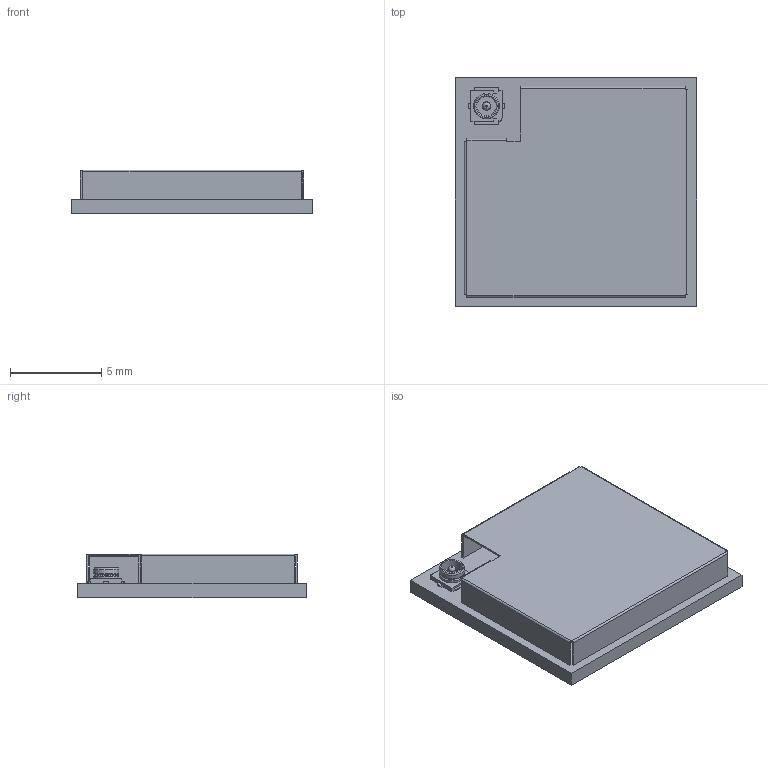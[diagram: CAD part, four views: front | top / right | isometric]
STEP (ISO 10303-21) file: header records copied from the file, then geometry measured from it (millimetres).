
FILE_DESCRIPTION(/* description */ (''),/* implementation_level */ '2;1');
FILE_NAME(/* name */ 'ESP32-C3-MINI-1U.step',/* time_stamp */ '2022-01-02T10:55:42+08:00',/* author */ (''),/* organization */ (''),/* preprocessor_version */ 'ST-DEVELOPER v18.1',/* originating_system */ 'Autodesk Translation Framework v10.10.0.1391',/* authorisation */ '');
FILE_SCHEMA (('AUTOMOTIVE_DESIGN { 1 0 10303 214 3 1 1 }'));
Length unit declared in the file: millimetre
Products named in the file (4): ESP32-C3-MINI-1U; PCB; 20369-001EC RECEPTACLE STEP R3 ALL; SHELL
Assembly tree (3 placements, depth 2):
  ESP32-C3-MINI-1U
    PCB
    20369-001EC RECEPTACLE STEP R3 ALL
    SHELL
Bounding box: 13.2 x 12.5 x 2.4 mm (x, y, z)
Volume: 152.7 mm3; surface area: 782 mm2
Topology: 3 solids, 3 shells, 99 faces, 260 edges, 169 vertices
Faces by surface type: plane 72, cylinder 21, cone 5, bspline 1
Full cylindrical faces by diameter (mm): 0.4 x1
Entity records: 3239 total; most frequent: CARTESIAN_POINT 562, DIRECTION 522, ORIENTED_EDGE 520, EDGE_CURVE 260, LINE 210, VECTOR 210, VERTEX_POINT 169, AXIS2_PLACEMENT_3D 156
